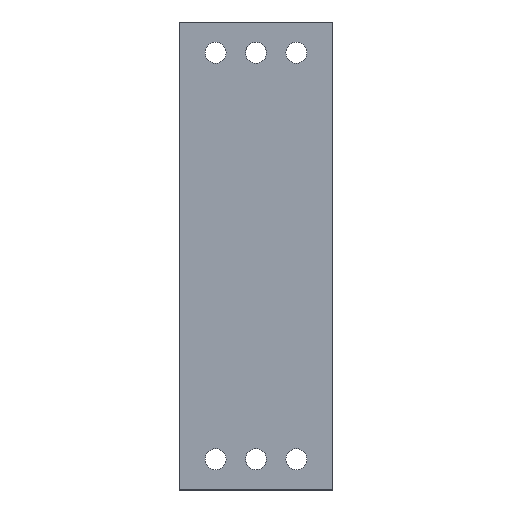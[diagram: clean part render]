
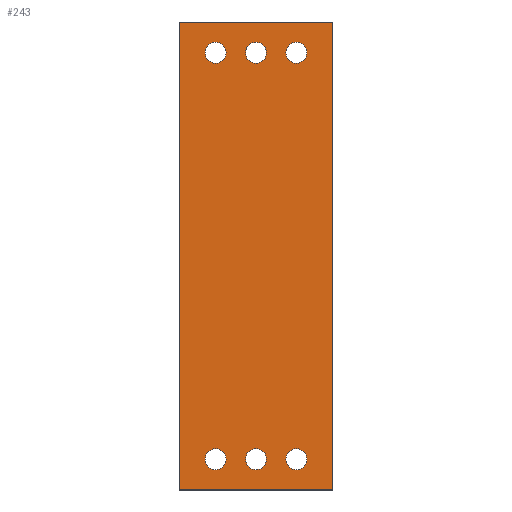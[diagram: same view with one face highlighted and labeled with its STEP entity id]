
A CAD part, top view. The second image highlights one B-rep face of the part: STEP entity #243.
In plain terms, the highlighted planar face has unit normal (0, 0, 1).
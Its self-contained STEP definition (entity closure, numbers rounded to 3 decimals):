
#15=FACE_BOUND('',#56,.T.);
#16=FACE_BOUND('',#57,.T.);
#17=FACE_BOUND('',#58,.T.);
#18=FACE_BOUND('',#59,.T.);
#19=FACE_BOUND('',#60,.T.);
#20=FACE_BOUND('',#61,.T.);
#31=PLANE('',#281);
#43=FACE_OUTER_BOUND('',#55,.T.);
#55=EDGE_LOOP('',(#207,#208,#209,#210));
#56=EDGE_LOOP('',(#211));
#57=EDGE_LOOP('',(#212));
#58=EDGE_LOOP('',(#213));
#59=EDGE_LOOP('',(#214));
#60=EDGE_LOOP('',(#215));
#61=EDGE_LOOP('',(#216));
#77=LINE('',#395,#95);
#80=LINE('',#401,#98);
#83=LINE('',#407,#101);
#86=LINE('',#411,#104);
#95=VECTOR('',#331,10.);
#98=VECTOR('',#336,10.);
#101=VECTOR('',#341,10.);
#104=VECTOR('',#346,10.);
#105=CIRCLE('',#260,1.7);
#107=CIRCLE('',#263,1.7);
#109=CIRCLE('',#266,1.7);
#111=CIRCLE('',#269,1.7);
#113=CIRCLE('',#272,1.7);
#115=CIRCLE('',#275,1.7);
#117=VERTEX_POINT('',#353);
#119=VERTEX_POINT('',#359);
#121=VERTEX_POINT('',#365);
#123=VERTEX_POINT('',#371);
#125=VERTEX_POINT('',#377);
#127=VERTEX_POINT('',#383);
#131=VERTEX_POINT('',#392);
#132=VERTEX_POINT('',#394);
#134=VERTEX_POINT('',#400);
#136=VERTEX_POINT('',#406);
#137=EDGE_CURVE('',#117,#117,#105,.T.);
#140=EDGE_CURVE('',#119,#119,#107,.T.);
#143=EDGE_CURVE('',#121,#121,#109,.T.);
#146=EDGE_CURVE('',#123,#123,#111,.T.);
#149=EDGE_CURVE('',#125,#125,#113,.T.);
#152=EDGE_CURVE('',#127,#127,#115,.T.);
#157=EDGE_CURVE('',#132,#131,#77,.T.);
#160=EDGE_CURVE('',#134,#132,#80,.T.);
#163=EDGE_CURVE('',#136,#134,#83,.T.);
#166=EDGE_CURVE('',#131,#136,#86,.T.);
#207=ORIENTED_EDGE('',*,*,#166,.T.);
#208=ORIENTED_EDGE('',*,*,#163,.T.);
#209=ORIENTED_EDGE('',*,*,#160,.T.);
#210=ORIENTED_EDGE('',*,*,#157,.T.);
#211=ORIENTED_EDGE('',*,*,#152,.T.);
#212=ORIENTED_EDGE('',*,*,#149,.T.);
#213=ORIENTED_EDGE('',*,*,#146,.T.);
#214=ORIENTED_EDGE('',*,*,#143,.T.);
#215=ORIENTED_EDGE('',*,*,#140,.T.);
#216=ORIENTED_EDGE('',*,*,#137,.T.);
#243=ADVANCED_FACE('',(#43,#15,#16,#17,#18,#19,#20),#31,.T.);
#260=AXIS2_PLACEMENT_3D('',#354,#287,#288);
#263=AXIS2_PLACEMENT_3D('',#360,#294,#295);
#266=AXIS2_PLACEMENT_3D('',#366,#301,#302);
#269=AXIS2_PLACEMENT_3D('',#372,#308,#309);
#272=AXIS2_PLACEMENT_3D('',#378,#315,#316);
#275=AXIS2_PLACEMENT_3D('',#384,#322,#323);
#281=AXIS2_PLACEMENT_3D('',#412,#347,#348);
#287=DIRECTION('center_axis',(0.,0.,-1.));
#288=DIRECTION('ref_axis',(1.,0.,0.));
#294=DIRECTION('center_axis',(0.,0.,-1.));
#295=DIRECTION('ref_axis',(1.,0.,0.));
#301=DIRECTION('center_axis',(0.,0.,-1.));
#302=DIRECTION('ref_axis',(1.,0.,0.));
#308=DIRECTION('center_axis',(0.,0.,-1.));
#309=DIRECTION('ref_axis',(1.,0.,0.));
#315=DIRECTION('center_axis',(0.,0.,-1.));
#316=DIRECTION('ref_axis',(1.,0.,0.));
#322=DIRECTION('center_axis',(0.,0.,-1.));
#323=DIRECTION('ref_axis',(1.,0.,0.));
#331=DIRECTION('',(1.,0.,0.));
#336=DIRECTION('',(0.,-1.,0.));
#341=DIRECTION('',(-1.,0.,0.));
#346=DIRECTION('',(0.,1.,0.));
#347=DIRECTION('center_axis',(0.,0.,1.));
#348=DIRECTION('ref_axis',(1.,0.,0.));
#353=CARTESIAN_POINT('',(-8.25,-33.,2.));
#354=CARTESIAN_POINT('Origin',(-6.55,-33.,2.));
#359=CARTESIAN_POINT('',(-1.7,-33.,2.));
#360=CARTESIAN_POINT('Origin',(0.,-33.,2.));
#365=CARTESIAN_POINT('',(-8.25,33.,2.));
#366=CARTESIAN_POINT('Origin',(-6.55,33.,2.));
#371=CARTESIAN_POINT('',(4.85,-33.,2.));
#372=CARTESIAN_POINT('Origin',(6.55,-33.,2.));
#377=CARTESIAN_POINT('',(4.85,33.,2.));
#378=CARTESIAN_POINT('Origin',(6.55,33.,2.));
#383=CARTESIAN_POINT('',(-1.7,33.,2.));
#384=CARTESIAN_POINT('Origin',(0.,33.,2.));
#392=CARTESIAN_POINT('',(12.5,-38.,2.));
#394=CARTESIAN_POINT('',(-12.5,-38.,2.));
#395=CARTESIAN_POINT('',(-27.,-38.,2.));
#400=CARTESIAN_POINT('',(-12.5,38.,2.));
#401=CARTESIAN_POINT('',(-12.5,30.,2.));
#406=CARTESIAN_POINT('',(12.5,38.,2.));
#407=CARTESIAN_POINT('',(27.,38.,2.));
#411=CARTESIAN_POINT('',(12.5,-30.,2.));
#412=CARTESIAN_POINT('Origin',(0.,0.,2.));
